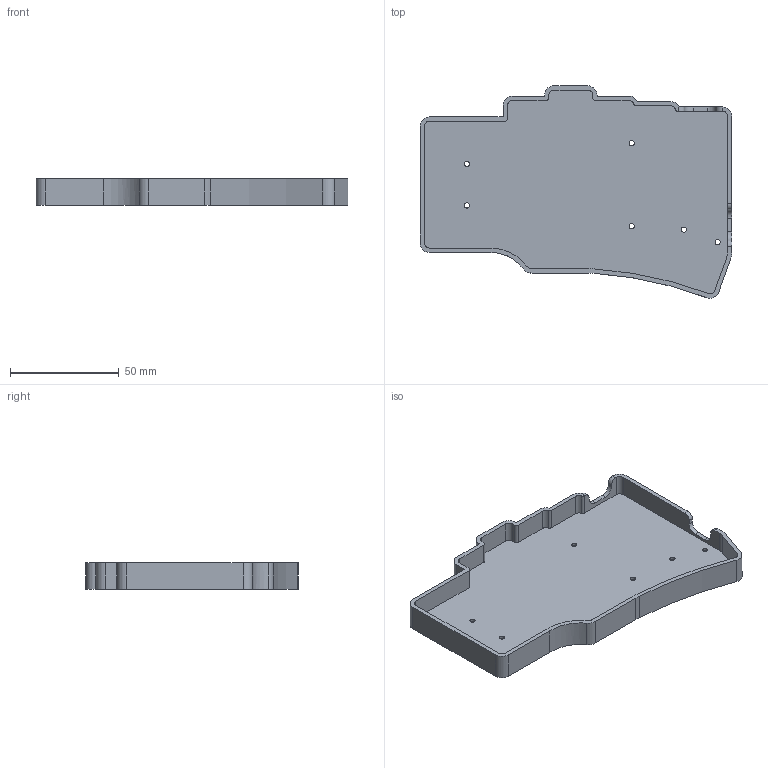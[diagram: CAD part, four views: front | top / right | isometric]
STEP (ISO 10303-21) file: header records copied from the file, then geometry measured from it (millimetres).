
FILE_DESCRIPTION(/* description */ (''),/* implementation_level */ '2;1');
FILE_NAME(/* name */ 'Jaye_44_case_3DP.step',/* time_stamp */ '2024-01-25T09:17:21+05:00',/* author */ (''),/* organization */ (''),/* preprocessor_version */ 'ST-DEVELOPER v20',/* originating_system */ 'Autodesk Translation Framework v12.14.0.127',/* authorisation */ '');
FILE_SCHEMA (('AUTOMOTIVE_DESIGN { 1 0 10303 214 3 1 1 }'));
Length unit declared in the file: millimetre
Products named in the file (2): neriit; Case Design
Assembly tree (1 placements, depth 2):
  neriit
    Case Design
Bounding box: 143.19 x 97.52 x 12.1 mm (x, y, z)
Volume: 34328.9 mm3; surface area: 31419.3 mm2
Topology: 1 solids, 1 shells, 175 faces, 471 edges, 304 vertices
Faces by surface type: plane 116, cylinder 47, cone 6, bspline 6
Full cylindrical faces by diameter (mm): 2.4 x6, 4 x6
Entity records: 5819 total; most frequent: CARTESIAN_POINT 1191, DIRECTION 958, ORIENTED_EDGE 942, EDGE_CURVE 471, AXIS2_PLACEMENT_3D 324, LINE 310, VECTOR 310, VERTEX_POINT 304
